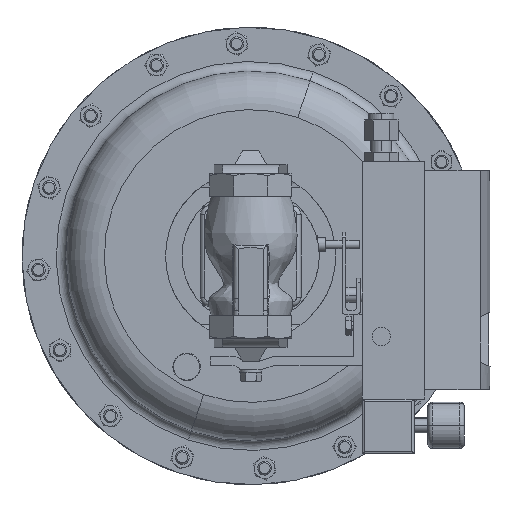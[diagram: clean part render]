
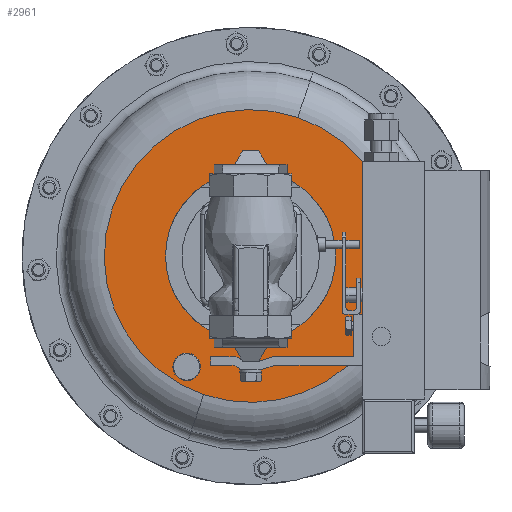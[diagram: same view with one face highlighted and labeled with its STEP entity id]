
A CAD part, front view. The second image highlights one B-rep face of the part: STEP entity #2961.
In plain terms, the highlighted planar face has unit normal (0, -1, 0).
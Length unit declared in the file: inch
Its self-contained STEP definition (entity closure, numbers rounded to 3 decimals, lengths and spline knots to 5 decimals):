
#156 = DIRECTION ( 'NONE',  ( -0.321, 0., -0.947 ) ) ;
#226 = ORIENTED_EDGE ( 'NONE', *, *, #13462, .F. ) ;
#1003 = EDGE_CURVE ( 'NONE', #9010, #2355, #31100, .T. ) ;
#1810 = VERTEX_POINT ( 'NONE', #27250 ) ;
#2265 = ORIENTED_EDGE ( 'NONE', *, *, #19475, .F. ) ;
#2355 = VERTEX_POINT ( 'NONE', #20500 ) ;
#2961 = ADVANCED_FACE ( 'NONE', ( #22690, #39330, #5992 ), #37959, .T. ) ;
#3612 = VERTEX_POINT ( 'NONE', #37111 ) ;
#4121 = ORIENTED_EDGE ( 'NONE', *, *, #9248, .T. ) ;
#5992 = FACE_BOUND ( 'NONE', #29446, .T. ) ;
#6737 = CARTESIAN_POINT ( 'NONE',  ( -3.78772, 7.835, -0.96424 ) ) ;
#8689 = CARTESIAN_POINT ( 'NONE',  ( 0., 7.835, -2.25 ) ) ;
#9010 = VERTEX_POINT ( 'NONE', #31013 ) ;
#9248 = EDGE_CURVE ( 'NONE', #32634, #1810, #38135, .T. ) ;
#9904 = DIRECTION ( 'NONE',  ( 0., -1., 0. ) ) ;
#10834 = EDGE_LOOP ( 'NONE', ( #2265, #16238 ) ) ;
#11066 = CIRCLE ( 'NONE', #15904, 0.375 ) ;
#11297 = CARTESIAN_POINT ( 'NONE',  ( 1.28576, 7.835, 1.53772 ) ) ;
#11466 = DIRECTION ( 'NONE',  ( 0., 1., 0. ) ) ;
#11840 = DIRECTION ( 'NONE',  ( 0., 0., -1. ) ) ;
#12428 = AXIS2_PLACEMENT_3D ( 'NONE', #8689, #30602, #11840 ) ;
#12450 = CARTESIAN_POINT ( 'NONE',  ( 0., 7.835, -2.25 ) ) ;
#12496 = CIRCLE ( 'NONE', #13590, 4. ) ;
#13188 = EDGE_CURVE ( 'NONE', #1810, #32634, #11066, .T. ) ;
#13462 = EDGE_CURVE ( 'NONE', #3612, #26102, #12496, .T. ) ;
#13590 = AXIS2_PLACEMENT_3D ( 'NONE', #37658, #18928, #156 ) ;
#14423 = CARTESIAN_POINT ( 'NONE',  ( -1.75, 7.835, -5.28109 ) ) ;
#15610 = DIRECTION ( 'NONE',  ( 0., 0., -1. ) ) ;
#15727 = CARTESIAN_POINT ( 'NONE',  ( -1.75, 7.835, -5.28109 ) ) ;
#15904 = AXIS2_PLACEMENT_3D ( 'NONE', #14423, #36325, #17585 ) ;
#16238 = ORIENTED_EDGE ( 'NONE', *, *, #1003, .F. ) ;
#17585 = DIRECTION ( 'NONE',  ( -0.321, 0., -0.947 ) ) ;
#18899 = DIRECTION ( 'NONE',  ( -0.321, 0., -0.947 ) ) ;
#18928 = DIRECTION ( 'NONE',  ( 0., 1., 0. ) ) ;
#19475 = EDGE_CURVE ( 'NONE', #2355, #9010, #37030, .T. ) ;
#20500 = CARTESIAN_POINT ( 'NONE',  ( -2.325, 7.835, -2.25 ) ) ;
#22113 = EDGE_LOOP ( 'NONE', ( #226, #29151 ) ) ;
#22690 = FACE_BOUND ( 'NONE', #10834, .T. ) ;
#26102 = VERTEX_POINT ( 'NONE', #11297 ) ;
#27250 = CARTESIAN_POINT ( 'NONE',  ( -1.62946, 7.835, -4.92599 ) ) ;
#28045 = ORIENTED_EDGE ( 'NONE', *, *, #13188, .T. ) ;
#28926 = AXIS2_PLACEMENT_3D ( 'NONE', #15727, #37629, #18899 ) ;
#29151 = ORIENTED_EDGE ( 'NONE', *, *, #36227, .F. ) ;
#29446 = EDGE_LOOP ( 'NONE', ( #4121, #28045 ) ) ;
#30205 = CARTESIAN_POINT ( 'NONE',  ( 0., 7.835, -2.25 ) ) ;
#30602 = DIRECTION ( 'NONE',  ( 0., -1., 0. ) ) ;
#31013 = CARTESIAN_POINT ( 'NONE',  ( 2.325, 7.835, -2.25 ) ) ;
#31100 = CIRCLE ( 'NONE', #12428, 2.325 ) ;
#31589 = AXIS2_PLACEMENT_3D ( 'NONE', #30205, #11466, #33351 ) ;
#31783 = DIRECTION ( 'NONE',  ( 0.321, 0., 0.947 ) ) ;
#32634 = VERTEX_POINT ( 'NONE', #33132 ) ;
#33132 = CARTESIAN_POINT ( 'NONE',  ( -1.87054, 7.835, -5.63619 ) ) ;
#33351 = DIRECTION ( 'NONE',  ( -0.321, 0., -0.947 ) ) ;
#34334 = DIRECTION ( 'NONE',  ( 0., -1., 0. ) ) ;
#36227 = EDGE_CURVE ( 'NONE', #26102, #3612, #38882, .T. ) ;
#36325 = DIRECTION ( 'NONE',  ( 0., 1., 0. ) ) ;
#37030 = CIRCLE ( 'NONE', #38657, 2.325 ) ;
#37111 = CARTESIAN_POINT ( 'NONE',  ( -1.28576, 7.835, -6.03772 ) ) ;
#37629 = DIRECTION ( 'NONE',  ( 0., 1., 0. ) ) ;
#37658 = CARTESIAN_POINT ( 'NONE',  ( 0., 7.835, -2.25 ) ) ;
#37959 = PLANE ( 'NONE',  #40577 ) ;
#38135 = CIRCLE ( 'NONE', #28926, 0.375 ) ;
#38657 = AXIS2_PLACEMENT_3D ( 'NONE', #12450, #34334, #15610 ) ;
#38882 = CIRCLE ( 'NONE', #31589, 4. ) ;
#39330 = FACE_OUTER_BOUND ( 'NONE', #22113, .T. ) ;
#40577 = AXIS2_PLACEMENT_3D ( 'NONE', #6737, #9904, #31783 ) ;
